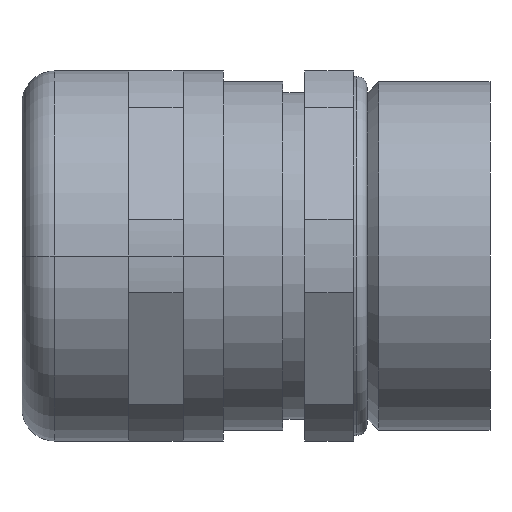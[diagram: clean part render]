
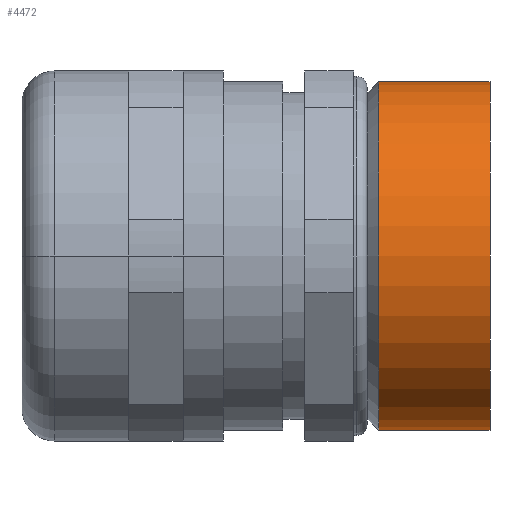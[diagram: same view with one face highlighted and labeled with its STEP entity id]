
A CAD part, left-side view. The second image highlights one B-rep face of the part: STEP entity #4472.
In plain terms, the highlighted cylindrical face has radius 16 mm (diameter 32 mm), a partial arc.
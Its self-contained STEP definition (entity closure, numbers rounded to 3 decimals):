
#39 = LINE ( 'NONE', #1781, #1368 ) ;
#770 = CARTESIAN_POINT ( 'NONE',  ( 0., 0., 0. ) ) ;
#806 = CIRCLE ( 'NONE', #4471, 16. ) ;
#903 = DIRECTION ( 'NONE',  ( 0., 1., 0. ) ) ;
#1217 = DIRECTION ( 'NONE',  ( 0., 0., 1. ) ) ;
#1283 = CARTESIAN_POINT ( 'NONE',  ( 0., 28.5, 0. ) ) ;
#1368 = VECTOR ( 'NONE', #4939, 1000. ) ;
#1508 = CIRCLE ( 'NONE', #2588, 16. ) ;
#1582 = CARTESIAN_POINT ( 'NONE',  ( 0., 0., -16. ) ) ;
#1585 = AXIS2_PLACEMENT_3D ( 'NONE', #1283, #2643, #3525 ) ;
#1718 = EDGE_CURVE ( 'NONE', #4180, #3119, #39, .T. ) ;
#1781 = CARTESIAN_POINT ( 'NONE',  ( 0., 28.5, 16. ) ) ;
#1823 = LINE ( 'NONE', #4948, #4373 ) ;
#2043 = CYLINDRICAL_SURFACE ( 'NONE', #1585, 16. ) ;
#2206 = VERTEX_POINT ( 'NONE', #1582 ) ;
#2244 = DIRECTION ( 'NONE',  ( 0., 1., 0. ) ) ;
#2588 = AXIS2_PLACEMENT_3D ( 'NONE', #3608, #903, #4060 ) ;
#2643 = DIRECTION ( 'NONE',  ( 0., 1., 0. ) ) ;
#3012 = ORIENTED_EDGE ( 'NONE', *, *, #3040, .F. ) ;
#3016 = ORIENTED_EDGE ( 'NONE', *, *, #3853, .T. ) ;
#3040 = EDGE_CURVE ( 'NONE', #4772, #3119, #1508, .T. ) ;
#3119 = VERTEX_POINT ( 'NONE', #3184 ) ;
#3184 = CARTESIAN_POINT ( 'NONE',  ( 0., 10.24, 16. ) ) ;
#3525 = DIRECTION ( 'NONE',  ( 0., 0., 1. ) ) ;
#3574 = CARTESIAN_POINT ( 'NONE',  ( 0., 10.24, -16. ) ) ;
#3608 = CARTESIAN_POINT ( 'NONE',  ( 0., 10.24, 0. ) ) ;
#3853 = EDGE_CURVE ( 'NONE', #2206, #4180, #806, .T. ) ;
#3936 = DIRECTION ( 'NONE',  ( 0., 1., 0. ) ) ;
#4060 = DIRECTION ( 'NONE',  ( 0., 0., 1. ) ) ;
#4180 = VERTEX_POINT ( 'NONE', #4191 ) ;
#4191 = CARTESIAN_POINT ( 'NONE',  ( 0., 0., 16. ) ) ;
#4373 = VECTOR ( 'NONE', #2244, 1000. ) ;
#4462 = EDGE_LOOP ( 'NONE', ( #4960, #3016, #5165, #3012 ) ) ;
#4471 = AXIS2_PLACEMENT_3D ( 'NONE', #770, #3936, #1217 ) ;
#4472 = ADVANCED_FACE ( 'NONE', ( #5618 ), #2043, .T. ) ;
#4772 = VERTEX_POINT ( 'NONE', #3574 ) ;
#4799 = EDGE_CURVE ( 'NONE', #2206, #4772, #1823, .T. ) ;
#4939 = DIRECTION ( 'NONE',  ( 0., 1., 0. ) ) ;
#4948 = CARTESIAN_POINT ( 'NONE',  ( 0., 28.5, -16. ) ) ;
#4960 = ORIENTED_EDGE ( 'NONE', *, *, #4799, .F. ) ;
#5165 = ORIENTED_EDGE ( 'NONE', *, *, #1718, .T. ) ;
#5618 = FACE_OUTER_BOUND ( 'NONE', #4462, .T. ) ;
